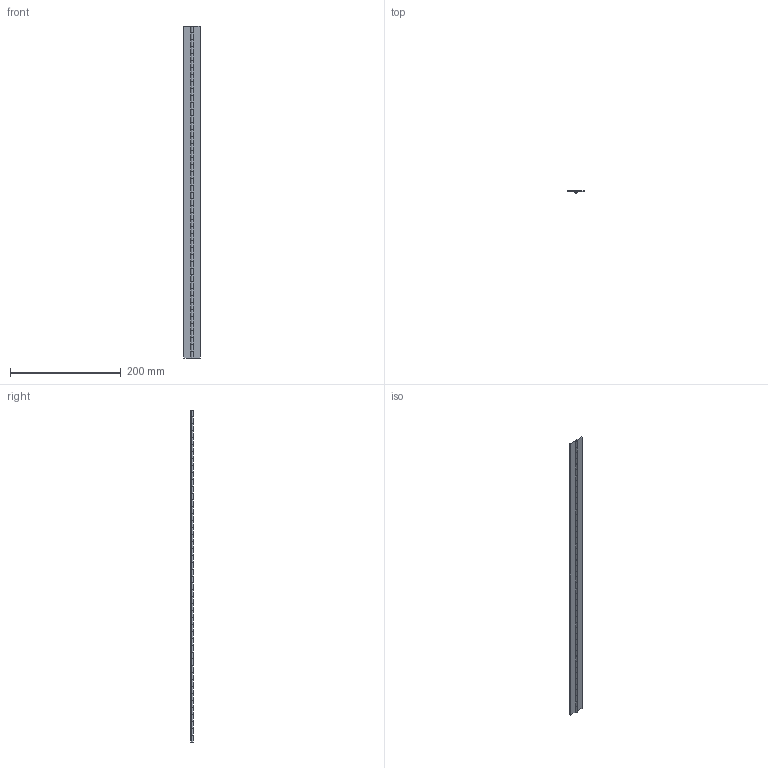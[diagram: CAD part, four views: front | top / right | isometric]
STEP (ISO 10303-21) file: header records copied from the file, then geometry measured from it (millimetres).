
FILE_DESCRIPTION((''),'2;1');
FILE_NAME('','2005-04-20T10:44:53',(''),(''),'','CADfix','');
FILE_SCHEMA(('AUTOMOTIVE_DESIGN'));
Length unit declared in the file: millimetre
Products named in the file (4): shaft; hinge piece_B; hinge piece_A; TH_TM_33_22735_36
Assembly tree (3 placements, depth 2):
  TH_TM_33_22735_36
    shaft
    hinge piece_B
    hinge piece_A
Bounding box: 30 x 4 x 600 mm (x, y, z)
Volume: 23075.8 mm3; surface area: 49593.4 mm2
Topology: 3 solids, 3 shells, 300 faces, 886 edges, 592 vertices
Faces by surface type: bspline 300
Entity records: 11055 total; most frequent: CARTESIAN_POINT 5910, ORIENTED_EDGE 1772, EDGE_CURVE 886, QUASI_UNIFORM_CURVE 686, VERTEX_POINT 592, EDGE_LOOP 300, FACE_OUTER_BOUND 300, ADVANCED_FACE 300
